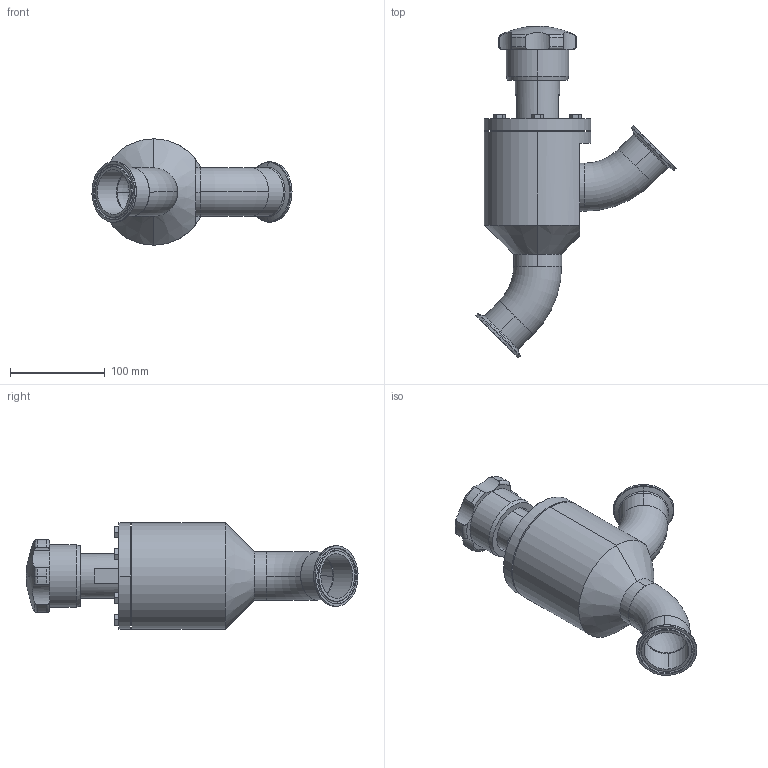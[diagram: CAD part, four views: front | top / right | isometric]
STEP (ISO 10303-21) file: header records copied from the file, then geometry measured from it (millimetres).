
FILE_DESCRIPTION (( 'STEP AP203' ), '1' );
FILE_NAME ('978M-200-JD_IN-LINE.STEP', '2022-06-16T12:36:02', ( '' ), ( '' ), 'SwSTEP 2.0', 'SolidWorks 2018', '' );
FILE_SCHEMA (( 'CONFIG_CONTROL_DESIGN' ));
Length unit declared in the file: inch
Products named in the file (1): 978M-200-JD_IN-LINE
Bounding box: 211.68 x 351.33 x 112.55 mm (x, y, z)
Surface area: 162553.1 mm2 (no closed solid volume)
Topology: 0 solids, 15 shells, 196 faces, 519 edges, 338 vertices
Faces by surface type: plane 61, cone 50, cylinder 46, torus 33, sphere 6
Entity records: 6846 total; most frequent: CARTESIAN_POINT 1929, DIRECTION 1071, ORIENTED_EDGE 914, EDGE_CURVE 519, AXIS2_PLACEMENT_3D 460, VERTEX_POINT 338, CIRCLE 263, EDGE_LOOP 228
